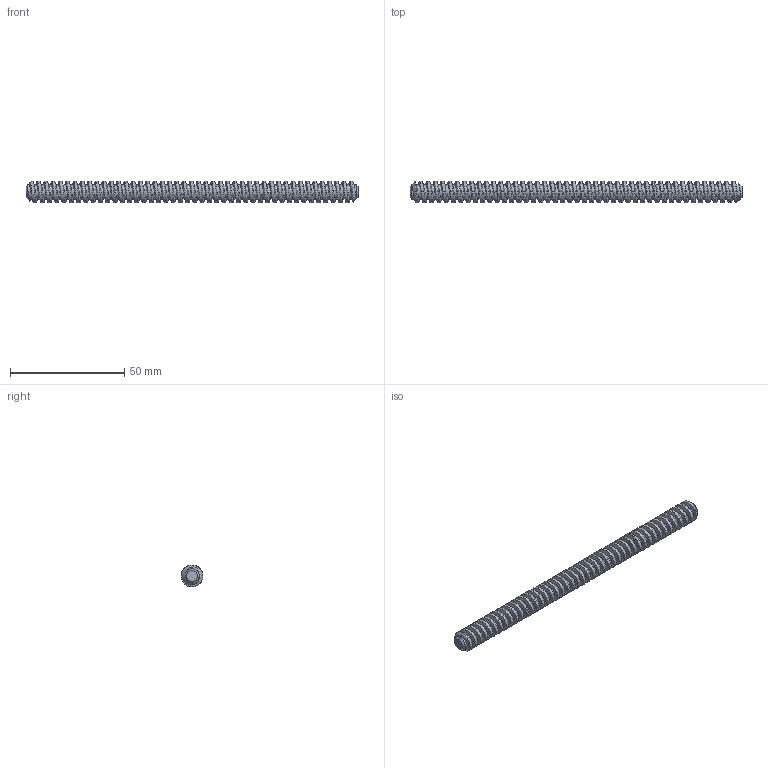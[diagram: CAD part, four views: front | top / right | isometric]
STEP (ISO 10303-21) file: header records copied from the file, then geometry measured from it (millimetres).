
FILE_DESCRIPTION (( 'STEP AP203' ), '1' );
FILE_NAME ('Power_Screw_98935A807_sldprt.STEP', '2023-03-16T00:48:09', ( '' ), ( '' ), 'SwSTEP 2.0', 'SolidWorks 2020', '' );
FILE_SCHEMA (( 'CONFIG_CONTROL_DESIGN' ));
Length unit declared in the file: millimetre
Products named in the file (1): Power_Screw_98935A807_sldprt
Bounding box: 145 x 9.53 x 9.53 mm (x, y, z)
Volume: 7317.6 mm3; surface area: 6630.5 mm2
Topology: 3 solids, 3 shells, 113 faces, 319 edges, 212 vertices
Faces by surface type: cylinder 93, bspline 9, plane 6, cone 5
Entity records: 20166 total; most frequent: CARTESIAN_POINT 17794, ORIENTED_EDGE 638, DIRECTION 331, EDGE_CURVE 319, VERTEX_POINT 212, AXIS2_PLACEMENT_3D 118, FACE_OUTER_BOUND 113, ADVANCED_FACE 113
